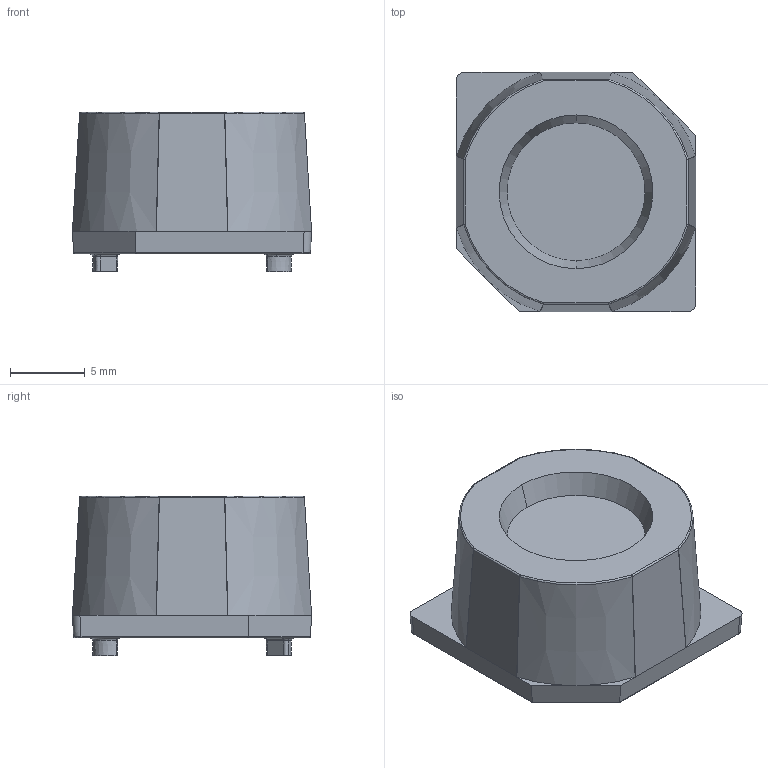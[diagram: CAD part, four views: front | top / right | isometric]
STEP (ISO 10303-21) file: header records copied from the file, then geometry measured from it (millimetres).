
FILE_DESCRIPTION (( 'STEP AP203' ), '1' );
FILE_NAME ('ÀÌÒ-ART-16õ16-3535-30 Ãàáàðèòíàÿ ìîäåëü.STEP', '2023-02-02T13:09:42', ( 'Usr' ), ( '' ), 'SwSTEP 2.0', 'SolidWorks 2019', '' );
FILE_SCHEMA (( 'CONFIG_CONTROL_DESIGN' ));
Length unit declared in the file: millimetre
Products named in the file (1): ÀÌÒ-ART-16õ16-3535-30 Ãàáàðèòíàÿ ìîäåëü
Bounding box: 16 x 16 x 10.68 mm (x, y, z)
Volume: 1206.4 mm3; surface area: 1452.1 mm2
Topology: 1 solids, 1 shells, 97 faces, 223 edges, 123 vertices
Faces by surface type: bspline 38, plane 24, cone 14, cylinder 14, torus 7
Entity records: 3273 total; most frequent: CARTESIAN_POINT 1350, ORIENTED_EDGE 426, DIRECTION 320, EDGE_CURVE 213, AXIS2_PLACEMENT_3D 131, VERTEX_POINT 123, EDGE_LOOP 102, ADVANCED_FACE 97
